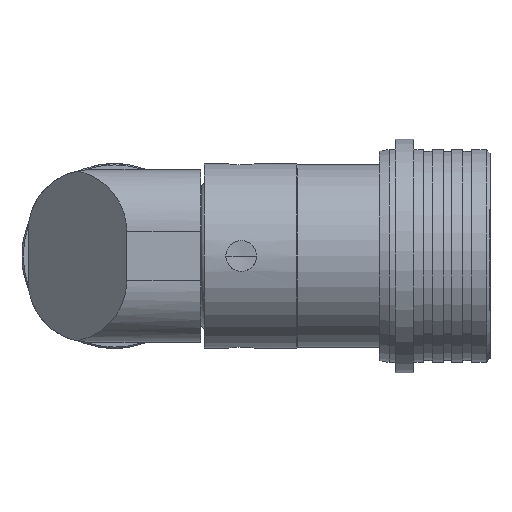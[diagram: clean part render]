
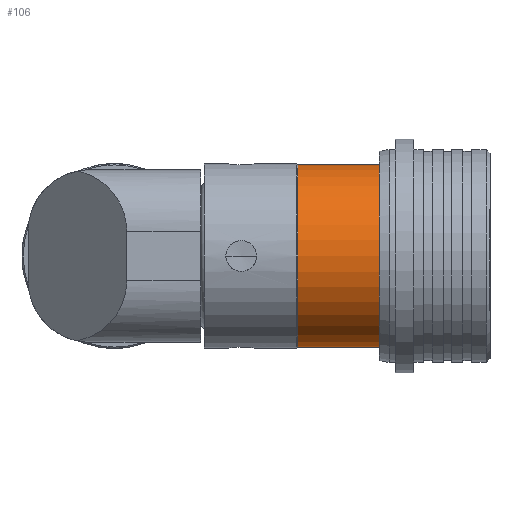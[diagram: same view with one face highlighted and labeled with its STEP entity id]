
A CAD part, left-side view. The second image highlights one B-rep face of the part: STEP entity #106.
In plain terms, the highlighted cylindrical face has radius 7.4 mm (diameter 14.8 mm), a partial arc.
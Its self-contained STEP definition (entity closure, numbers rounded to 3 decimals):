
#106 = ADVANCED_FACE ( 'NONE', ( #4868 ), #4706, .T. ) ;
#127 = CARTESIAN_POINT ( 'NONE',  ( 13.6, 0., -7.4 ) ) ;
#277 = CIRCLE ( 'NONE', #610, 7.4 ) ;
#587 = CARTESIAN_POINT ( 'NONE',  ( 13.6, 0., 7.4 ) ) ;
#610 = AXIS2_PLACEMENT_3D ( 'NONE', #2804, #6259, #3309 ) ;
#934 = ORIENTED_EDGE ( 'NONE', *, *, #1539, .F. ) ;
#945 = DIRECTION ( 'NONE',  ( -1., 0., 0. ) ) ;
#1104 = ORIENTED_EDGE ( 'NONE', *, *, #2550, .F. ) ;
#1131 = CARTESIAN_POINT ( 'NONE',  ( 6.2, 0., 0. ) ) ;
#1280 = DIRECTION ( 'NONE',  ( 0., 0., 1. ) ) ;
#1539 = EDGE_CURVE ( 'NONE', #6014, #5986, #2608, .T. ) ;
#1612 = DIRECTION ( 'NONE',  ( 0., 0., -1. ) ) ;
#1622 = AXIS2_PLACEMENT_3D ( 'NONE', #5232, #2280, #1280 ) ;
#1761 = CARTESIAN_POINT ( 'NONE',  ( 6.2, 0., 7.4 ) ) ;
#1921 = EDGE_CURVE ( 'NONE', #2861, #3308, #2065, .T. ) ;
#2065 = LINE ( 'NONE', #4457, #5854 ) ;
#2105 = CIRCLE ( 'NONE', #2829, 7.4 ) ;
#2280 = DIRECTION ( 'NONE',  ( -1., 0., 0. ) ) ;
#2550 = EDGE_CURVE ( 'NONE', #2861, #6014, #277, .T. ) ;
#2608 = LINE ( 'NONE', #4409, #5077 ) ;
#2804 = CARTESIAN_POINT ( 'NONE',  ( 13.6, 0., 0. ) ) ;
#2829 = AXIS2_PLACEMENT_3D ( 'NONE', #1131, #4584, #1612 ) ;
#2861 = VERTEX_POINT ( 'NONE', #587 ) ;
#3308 = VERTEX_POINT ( 'NONE', #1761 ) ;
#3309 = DIRECTION ( 'NONE',  ( 0., 0., -1. ) ) ;
#3835 = ORIENTED_EDGE ( 'NONE', *, *, #4795, .T. ) ;
#3966 = DIRECTION ( 'NONE',  ( -1., 0., 0. ) ) ;
#4409 = CARTESIAN_POINT ( 'NONE',  ( 13.6, 0., -7.4 ) ) ;
#4457 = CARTESIAN_POINT ( 'NONE',  ( 13.6, 0., 7.4 ) ) ;
#4512 = CARTESIAN_POINT ( 'NONE',  ( 6.2, 0., -7.4 ) ) ;
#4584 = DIRECTION ( 'NONE',  ( 1., 0., 0. ) ) ;
#4706 = CYLINDRICAL_SURFACE ( 'NONE', #1622, 7.4 ) ;
#4795 = EDGE_CURVE ( 'NONE', #3308, #5986, #2105, .T. ) ;
#4868 = FACE_OUTER_BOUND ( 'NONE', #5183, .T. ) ;
#5077 = VECTOR ( 'NONE', #945, 1000. ) ;
#5183 = EDGE_LOOP ( 'NONE', ( #934, #1104, #6365, #3835 ) ) ;
#5232 = CARTESIAN_POINT ( 'NONE',  ( 13.6, 0., 0. ) ) ;
#5854 = VECTOR ( 'NONE', #3966, 1000. ) ;
#5986 = VERTEX_POINT ( 'NONE', #4512 ) ;
#6014 = VERTEX_POINT ( 'NONE', #127 ) ;
#6259 = DIRECTION ( 'NONE',  ( 1., 0., 0. ) ) ;
#6365 = ORIENTED_EDGE ( 'NONE', *, *, #1921, .T. ) ;
